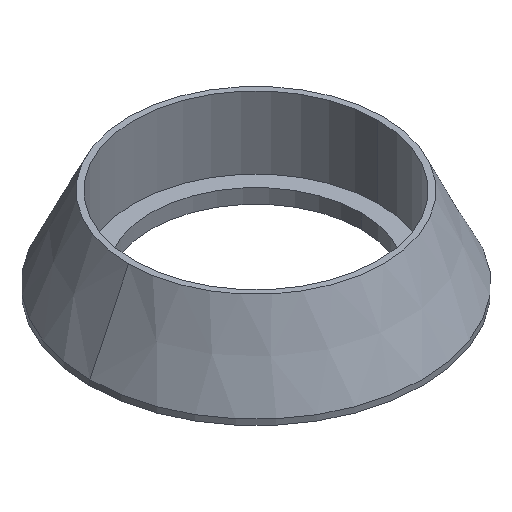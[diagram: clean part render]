
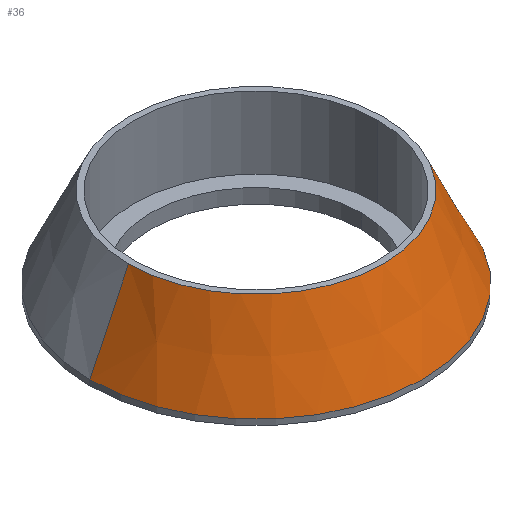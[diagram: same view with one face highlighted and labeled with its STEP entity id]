
A CAD part, isometric view. The second image highlights one B-rep face of the part: STEP entity #36.
In plain terms, the highlighted conical face has half-angle 25.615 degrees and reference radius 11.5 mm.
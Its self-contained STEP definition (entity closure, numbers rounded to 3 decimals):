
#24 = EDGE_CURVE ( 'NONE', #172, #167, #372, .T. ) ;
#25 = EDGE_CURVE ( 'NONE', #178, #175, #373, .T. ) ;
#36 = ADVANCED_FACE ( 'NONE', ( #122 ), #349, .T. ) ;
#43 = EDGE_CURVE ( 'NONE', #175, #167, #116, .T. ) ;
#47 = EDGE_CURVE ( 'NONE', #178, #172, #112, .T. ) ;
#73 = VECTOR ( 'NONE', #264, 1000. ) ;
#74 = VECTOR ( 'NONE', #273, 1000. ) ;
#112 = LINE ( 'NONE', #265, #73 ) ;
#116 = LINE ( 'NONE', #274, #74 ) ;
#122 = FACE_OUTER_BOUND ( 'NONE', #150, .T. ) ;
#150 = EDGE_LOOP ( 'NONE', ( #188, #187, #186, #191 ) ) ;
#167 = VERTEX_POINT ( 'NONE', #241 ) ;
#172 = VERTEX_POINT ( 'NONE', #236 ) ;
#175 = VERTEX_POINT ( 'NONE', #233 ) ;
#178 = VERTEX_POINT ( 'NONE', #229 ) ;
#186 = ORIENTED_EDGE ( 'NONE', *, *, #47, .T. ) ;
#187 = ORIENTED_EDGE ( 'NONE', *, *, #25, .F. ) ;
#188 = ORIENTED_EDGE ( 'NONE', *, *, #43, .F. ) ;
#191 = ORIENTED_EDGE ( 'NONE', *, *, #24, .T. ) ;
#214 = CARTESIAN_POINT ( 'NONE',  ( 0., 0., 7.8 ) ) ;
#215 = DIRECTION ( 'NONE',  ( 0., 0., 1. ) ) ;
#216 = DIRECTION ( 'NONE',  ( 1., 0., 0. ) ) ;
#229 = CARTESIAN_POINT ( 'NONE',  ( -11.5, 0., 7.8 ) ) ;
#233 = CARTESIAN_POINT ( 'NONE',  ( 11.5, 0., 7.8 ) ) ;
#236 = CARTESIAN_POINT ( 'NONE',  ( -15., 0., 0.5 ) ) ;
#241 = CARTESIAN_POINT ( 'NONE',  ( 15., 0., 0.5 ) ) ;
#263 = CARTESIAN_POINT ( 'NONE',  ( 0., 0., 0.5 ) ) ;
#264 = DIRECTION ( 'NONE',  ( -0.432, 0., -0.902 ) ) ;
#265 = CARTESIAN_POINT ( 'NONE',  ( -11.5, 0., 7.8 ) ) ;
#266 = DIRECTION ( 'NONE',  ( 0., 0., 1. ) ) ;
#273 = DIRECTION ( 'NONE',  ( 0.432, 0., -0.902 ) ) ;
#274 = CARTESIAN_POINT ( 'NONE',  ( 11.5, 0., 7.8 ) ) ;
#277 = DIRECTION ( 'NONE',  ( 1., 0., 0. ) ) ;
#296 = DIRECTION ( 'NONE',  ( -1., 0., 0. ) ) ;
#299 = DIRECTION ( 'NONE',  ( 0., 0., -1. ) ) ;
#301 = CARTESIAN_POINT ( 'NONE',  ( 0., 0., 7.8 ) ) ;
#345 = AXIS2_PLACEMENT_3D ( 'NONE', #214, #215, #216 ) ;
#349 = CONICAL_SURFACE ( 'NONE', #379, 11.5, 0.447 ) ;
#364 = AXIS2_PLACEMENT_3D ( 'NONE', #263, #266, #277 ) ;
#372 = CIRCLE ( 'NONE', #364, 15. ) ;
#373 = CIRCLE ( 'NONE', #345, 11.5 ) ;
#379 = AXIS2_PLACEMENT_3D ( 'NONE', #301, #299, #296 ) ;
